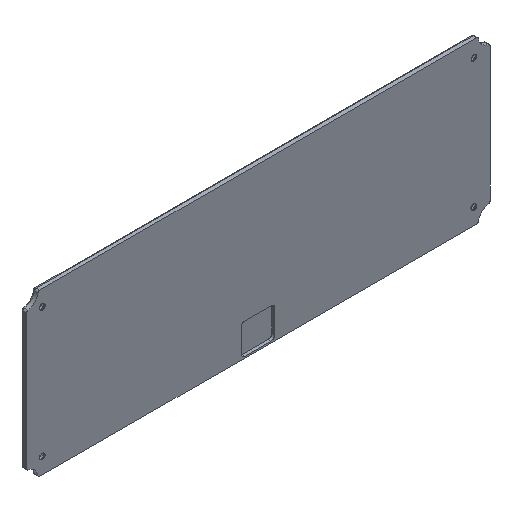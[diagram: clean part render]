
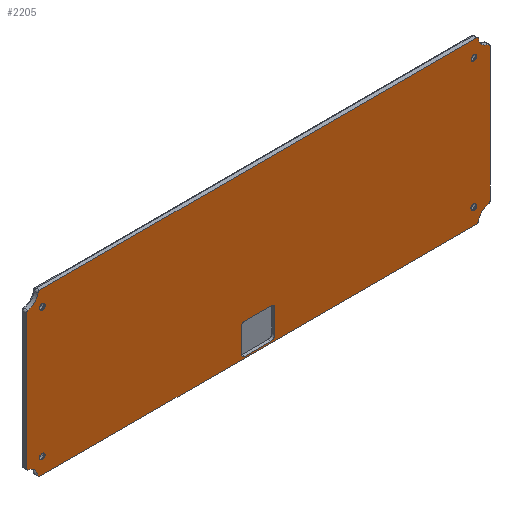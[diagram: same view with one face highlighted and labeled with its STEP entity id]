
A CAD part, isometric view. The second image highlights one B-rep face of the part: STEP entity #2205.
In plain terms, the highlighted planar face has unit normal (0, -1, 0).
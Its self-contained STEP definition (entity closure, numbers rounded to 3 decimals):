
#70=CIRCLE('',#2314,1.5);
#72=CIRCLE('',#2317,1.5);
#74=CIRCLE('',#2320,1.5);
#76=CIRCLE('',#2323,1.5);
#78=CIRCLE('',#2330,6.6);
#79=CIRCLE('',#2331,1.);
#80=CIRCLE('',#2332,1.);
#81=CIRCLE('',#2333,6.6);
#82=CIRCLE('',#2334,1.);
#83=CIRCLE('',#2335,1.);
#84=CIRCLE('',#2336,6.6);
#85=CIRCLE('',#2337,1.);
#86=CIRCLE('',#2338,1.);
#87=CIRCLE('',#2339,6.6);
#88=CIRCLE('',#2340,1.);
#89=CIRCLE('',#2341,1.);
#90=CIRCLE('',#2342,2.);
#91=CIRCLE('',#2343,2.);
#92=CIRCLE('',#2344,2.);
#93=CIRCLE('',#2345,2.);
#136=FACE_BOUND('',#416,.T.);
#137=FACE_BOUND('',#417,.T.);
#138=FACE_BOUND('',#418,.T.);
#139=FACE_BOUND('',#419,.T.);
#140=FACE_BOUND('',#420,.T.);
#181=PLANE('',#2329);
#277=FACE_OUTER_BOUND('',#415,.T.);
#415=EDGE_LOOP('',(#1882,#1883,#1884,#1885,#1886,#1887,#1888,#1889,#1890,
#1891,#1892,#1893,#1894,#1895,#1896,#1897));
#416=EDGE_LOOP('',(#1898));
#417=EDGE_LOOP('',(#1899));
#418=EDGE_LOOP('',(#1900));
#419=EDGE_LOOP('',(#1901));
#420=EDGE_LOOP('',(#1902,#1903,#1904,#1905,#1906,#1907,#1908,#1909));
#604=LINE('',#3901,#785);
#605=LINE('',#3909,#786);
#606=LINE('',#3917,#787);
#607=LINE('',#3925,#788);
#608=LINE('',#3929,#789);
#609=LINE('',#3933,#790);
#610=LINE('',#3937,#791);
#611=LINE('',#3941,#792);
#785=VECTOR('',#2703,1000.);
#786=VECTOR('',#2710,1000.);
#787=VECTOR('',#2717,1000.);
#788=VECTOR('',#2724,1000.);
#789=VECTOR('',#2727,1000.);
#790=VECTOR('',#2730,1000.);
#791=VECTOR('',#2733,1000.);
#792=VECTOR('',#2736,1000.);
#1051=VERTEX_POINT('',#3863);
#1053=VERTEX_POINT('',#3869);
#1055=VERTEX_POINT('',#3875);
#1057=VERTEX_POINT('',#3881);
#1059=VERTEX_POINT('',#3895);
#1060=VERTEX_POINT('',#3896);
#1061=VERTEX_POINT('',#3898);
#1062=VERTEX_POINT('',#3900);
#1063=VERTEX_POINT('',#3902);
#1064=VERTEX_POINT('',#3904);
#1065=VERTEX_POINT('',#3906);
#1066=VERTEX_POINT('',#3908);
#1067=VERTEX_POINT('',#3910);
#1068=VERTEX_POINT('',#3912);
#1069=VERTEX_POINT('',#3914);
#1070=VERTEX_POINT('',#3916);
#1071=VERTEX_POINT('',#3918);
#1072=VERTEX_POINT('',#3920);
#1073=VERTEX_POINT('',#3922);
#1074=VERTEX_POINT('',#3924);
#1075=VERTEX_POINT('',#3927);
#1076=VERTEX_POINT('',#3928);
#1077=VERTEX_POINT('',#3930);
#1078=VERTEX_POINT('',#3932);
#1079=VERTEX_POINT('',#3934);
#1080=VERTEX_POINT('',#3936);
#1081=VERTEX_POINT('',#3938);
#1082=VERTEX_POINT('',#3940);
#1328=EDGE_CURVE('',#1051,#1051,#70,.T.);
#1331=EDGE_CURVE('',#1053,#1053,#72,.T.);
#1334=EDGE_CURVE('',#1055,#1055,#74,.T.);
#1337=EDGE_CURVE('',#1057,#1057,#76,.T.);
#1344=EDGE_CURVE('',#1059,#1060,#78,.T.);
#1345=EDGE_CURVE('',#1059,#1061,#79,.T.);
#1346=EDGE_CURVE('',#1062,#1061,#604,.T.);
#1347=EDGE_CURVE('',#1062,#1063,#80,.T.);
#1348=EDGE_CURVE('',#1063,#1064,#81,.T.);
#1349=EDGE_CURVE('',#1064,#1065,#82,.T.);
#1350=EDGE_CURVE('',#1065,#1066,#605,.T.);
#1351=EDGE_CURVE('',#1066,#1067,#83,.T.);
#1352=EDGE_CURVE('',#1068,#1067,#84,.T.);
#1353=EDGE_CURVE('',#1068,#1069,#85,.T.);
#1354=EDGE_CURVE('',#1069,#1070,#606,.T.);
#1355=EDGE_CURVE('',#1070,#1071,#86,.T.);
#1356=EDGE_CURVE('',#1071,#1072,#87,.T.);
#1357=EDGE_CURVE('',#1072,#1073,#88,.T.);
#1358=EDGE_CURVE('',#1074,#1073,#607,.T.);
#1359=EDGE_CURVE('',#1074,#1060,#89,.T.);
#1360=EDGE_CURVE('',#1075,#1076,#608,.T.);
#1361=EDGE_CURVE('',#1075,#1077,#90,.T.);
#1362=EDGE_CURVE('',#1078,#1077,#609,.T.);
#1363=EDGE_CURVE('',#1078,#1079,#91,.T.);
#1364=EDGE_CURVE('',#1080,#1079,#610,.T.);
#1365=EDGE_CURVE('',#1080,#1081,#92,.T.);
#1366=EDGE_CURVE('',#1082,#1081,#611,.T.);
#1367=EDGE_CURVE('',#1082,#1076,#93,.T.);
#1882=ORIENTED_EDGE('',*,*,#1344,.F.);
#1883=ORIENTED_EDGE('',*,*,#1345,.T.);
#1884=ORIENTED_EDGE('',*,*,#1346,.F.);
#1885=ORIENTED_EDGE('',*,*,#1347,.T.);
#1886=ORIENTED_EDGE('',*,*,#1348,.T.);
#1887=ORIENTED_EDGE('',*,*,#1349,.T.);
#1888=ORIENTED_EDGE('',*,*,#1350,.T.);
#1889=ORIENTED_EDGE('',*,*,#1351,.T.);
#1890=ORIENTED_EDGE('',*,*,#1352,.F.);
#1891=ORIENTED_EDGE('',*,*,#1353,.T.);
#1892=ORIENTED_EDGE('',*,*,#1354,.T.);
#1893=ORIENTED_EDGE('',*,*,#1355,.T.);
#1894=ORIENTED_EDGE('',*,*,#1356,.T.);
#1895=ORIENTED_EDGE('',*,*,#1357,.T.);
#1896=ORIENTED_EDGE('',*,*,#1358,.F.);
#1897=ORIENTED_EDGE('',*,*,#1359,.T.);
#1898=ORIENTED_EDGE('',*,*,#1337,.T.);
#1899=ORIENTED_EDGE('',*,*,#1328,.T.);
#1900=ORIENTED_EDGE('',*,*,#1331,.T.);
#1901=ORIENTED_EDGE('',*,*,#1334,.T.);
#1902=ORIENTED_EDGE('',*,*,#1360,.F.);
#1903=ORIENTED_EDGE('',*,*,#1361,.T.);
#1904=ORIENTED_EDGE('',*,*,#1362,.F.);
#1905=ORIENTED_EDGE('',*,*,#1363,.T.);
#1906=ORIENTED_EDGE('',*,*,#1364,.F.);
#1907=ORIENTED_EDGE('',*,*,#1365,.T.);
#1908=ORIENTED_EDGE('',*,*,#1366,.F.);
#1909=ORIENTED_EDGE('',*,*,#1367,.T.);
#2205=ADVANCED_FACE('',(#277,#136,#137,#138,#139,#140),#181,.F.);
#2314=AXIS2_PLACEMENT_3D('',#3864,#2659,#2660);
#2317=AXIS2_PLACEMENT_3D('',#3870,#2666,#2667);
#2320=AXIS2_PLACEMENT_3D('',#3876,#2673,#2674);
#2323=AXIS2_PLACEMENT_3D('',#3882,#2680,#2681);
#2329=AXIS2_PLACEMENT_3D('',#3894,#2697,#2698);
#2330=AXIS2_PLACEMENT_3D('',#3897,#2699,#2700);
#2331=AXIS2_PLACEMENT_3D('',#3899,#2701,#2702);
#2332=AXIS2_PLACEMENT_3D('',#3903,#2704,#2705);
#2333=AXIS2_PLACEMENT_3D('',#3905,#2706,#2707);
#2334=AXIS2_PLACEMENT_3D('',#3907,#2708,#2709);
#2335=AXIS2_PLACEMENT_3D('',#3911,#2711,#2712);
#2336=AXIS2_PLACEMENT_3D('',#3913,#2713,#2714);
#2337=AXIS2_PLACEMENT_3D('',#3915,#2715,#2716);
#2338=AXIS2_PLACEMENT_3D('',#3919,#2718,#2719);
#2339=AXIS2_PLACEMENT_3D('',#3921,#2720,#2721);
#2340=AXIS2_PLACEMENT_3D('',#3923,#2722,#2723);
#2341=AXIS2_PLACEMENT_3D('',#3926,#2725,#2726);
#2342=AXIS2_PLACEMENT_3D('',#3931,#2728,#2729);
#2343=AXIS2_PLACEMENT_3D('',#3935,#2731,#2732);
#2344=AXIS2_PLACEMENT_3D('',#3939,#2734,#2735);
#2345=AXIS2_PLACEMENT_3D('',#3942,#2737,#2738);
#2659=DIRECTION('center_axis',(0.,1.,0.));
#2660=DIRECTION('ref_axis',(0.,0.,-1.));
#2666=DIRECTION('center_axis',(0.,1.,0.));
#2667=DIRECTION('ref_axis',(0.,0.,1.));
#2673=DIRECTION('center_axis',(0.,1.,0.));
#2674=DIRECTION('ref_axis',(0.,0.,-1.));
#2680=DIRECTION('center_axis',(0.,1.,0.));
#2681=DIRECTION('ref_axis',(0.,0.,1.));
#2697=DIRECTION('center_axis',(0.,1.,0.));
#2698=DIRECTION('ref_axis',(0.,0.,1.));
#2699=DIRECTION('center_axis',(0.,-1.,0.));
#2700=DIRECTION('ref_axis',(0.,0.,1.));
#2701=DIRECTION('center_axis',(0.,-1.,0.));
#2702=DIRECTION('ref_axis',(0.,0.,1.));
#2703=DIRECTION('',(0.,0.,-1.));
#2704=DIRECTION('center_axis',(0.,-1.,0.));
#2705=DIRECTION('ref_axis',(0.,0.,1.));
#2706=DIRECTION('center_axis',(0.,1.,0.));
#2707=DIRECTION('ref_axis',(0.,0.,1.));
#2708=DIRECTION('center_axis',(0.,-1.,0.));
#2709=DIRECTION('ref_axis',(0.,0.,1.));
#2710=DIRECTION('',(-1.,0.,0.));
#2711=DIRECTION('center_axis',(0.,-1.,0.));
#2712=DIRECTION('ref_axis',(0.,0.,1.));
#2713=DIRECTION('center_axis',(0.,-1.,0.));
#2714=DIRECTION('ref_axis',(0.,0.,1.));
#2715=DIRECTION('center_axis',(0.,-1.,0.));
#2716=DIRECTION('ref_axis',(0.,0.,1.));
#2717=DIRECTION('',(0.,0.,-1.));
#2718=DIRECTION('center_axis',(0.,-1.,0.));
#2719=DIRECTION('ref_axis',(0.,0.,1.));
#2720=DIRECTION('center_axis',(0.,1.,0.));
#2721=DIRECTION('ref_axis',(0.,0.,1.));
#2722=DIRECTION('center_axis',(0.,-1.,0.));
#2723=DIRECTION('ref_axis',(0.,0.,1.));
#2724=DIRECTION('',(-1.,0.,0.));
#2725=DIRECTION('center_axis',(0.,-1.,0.));
#2726=DIRECTION('ref_axis',(0.,0.,1.));
#2727=DIRECTION('',(1.,0.,0.));
#2728=DIRECTION('center_axis',(0.,1.,0.));
#2729=DIRECTION('ref_axis',(0.,0.,1.));
#2730=DIRECTION('',(0.,0.,-1.));
#2731=DIRECTION('center_axis',(0.,1.,0.));
#2732=DIRECTION('ref_axis',(0.,0.,1.));
#2733=DIRECTION('',(-1.,0.,0.));
#2734=DIRECTION('center_axis',(0.,1.,0.));
#2735=DIRECTION('ref_axis',(0.,0.,1.));
#2736=DIRECTION('',(0.,0.,1.));
#2737=DIRECTION('center_axis',(0.,1.,0.));
#2738=DIRECTION('ref_axis',(0.,0.,1.));
#3863=CARTESIAN_POINT('',(119.752,0.,-37.201));
#3864=CARTESIAN_POINT('Origin',(119.752,0.,-35.701));
#3869=CARTESIAN_POINT('',(119.752,0.,34.562));
#3870=CARTESIAN_POINT('Origin',(119.752,0.,36.062));
#3875=CARTESIAN_POINT('',(-119.74,0.,34.562));
#3876=CARTESIAN_POINT('Origin',(-119.74,0.,36.062));
#3881=CARTESIAN_POINT('',(-119.74,0.,-37.201));
#3882=CARTESIAN_POINT('Origin',(-119.74,0.,-35.701));
#3894=CARTESIAN_POINT('Origin',(128.752,0.,-44.701));
#3895=CARTESIAN_POINT('',(127.797,0.,-38.17));
#3896=CARTESIAN_POINT('',(122.222,0.,-43.746));
#3897=CARTESIAN_POINT('Origin',(128.752,0.,-44.701));
#3898=CARTESIAN_POINT('',(128.652,0.,-37.181));
#3899=CARTESIAN_POINT('Origin',(127.652,0.,-37.181));
#3900=CARTESIAN_POINT('',(128.652,0.,37.542));
#3901=CARTESIAN_POINT('',(128.652,0.,0.));
#3902=CARTESIAN_POINT('',(127.797,0.,38.532));
#3903=CARTESIAN_POINT('Origin',(127.652,0.,37.542));
#3904=CARTESIAN_POINT('',(122.222,0.,44.107));
#3905=CARTESIAN_POINT('Origin',(128.752,0.,45.062));
#3906=CARTESIAN_POINT('',(121.232,0.,44.962));
#3907=CARTESIAN_POINT('Origin',(121.232,0.,43.962));
#3908=CARTESIAN_POINT('',(-121.22,0.,44.962));
#3909=CARTESIAN_POINT('',(0.,0.,44.962));
#3910=CARTESIAN_POINT('',(-122.209,0.,44.107));
#3911=CARTESIAN_POINT('Origin',(-121.22,0.,43.962));
#3912=CARTESIAN_POINT('',(-127.784,0.,38.532));
#3913=CARTESIAN_POINT('Origin',(-128.74,0.,45.062));
#3914=CARTESIAN_POINT('',(-128.64,0.,37.542));
#3915=CARTESIAN_POINT('Origin',(-127.64,0.,37.542));
#3916=CARTESIAN_POINT('',(-128.64,0.,-37.181));
#3917=CARTESIAN_POINT('',(-128.64,0.,0.));
#3918=CARTESIAN_POINT('',(-127.784,0.,-38.17));
#3919=CARTESIAN_POINT('Origin',(-127.64,0.,-37.181));
#3920=CARTESIAN_POINT('',(-122.209,0.,-43.746));
#3921=CARTESIAN_POINT('Origin',(-128.74,0.,-44.701));
#3922=CARTESIAN_POINT('',(-121.22,0.,-44.601));
#3923=CARTESIAN_POINT('Origin',(-121.22,0.,-43.601));
#3924=CARTESIAN_POINT('',(121.232,0.,-44.601));
#3925=CARTESIAN_POINT('',(0.,0.,-44.601));
#3926=CARTESIAN_POINT('Origin',(121.232,0.,-43.601));
#3927=CARTESIAN_POINT('',(-7.244,0.,-43.701));
#3928=CARTESIAN_POINT('',(7.256,0.,-43.701));
#3929=CARTESIAN_POINT('',(9.256,0.,-43.701));
#3930=CARTESIAN_POINT('',(-9.244,0.,-41.701));
#3931=CARTESIAN_POINT('Origin',(-7.244,0.,-41.701));
#3932=CARTESIAN_POINT('',(-9.244,0.,-28.701));
#3933=CARTESIAN_POINT('',(-9.244,0.,-43.701));
#3934=CARTESIAN_POINT('',(-7.244,0.,-26.701));
#3935=CARTESIAN_POINT('Origin',(-7.244,0.,-28.701));
#3936=CARTESIAN_POINT('',(7.256,0.,-26.701));
#3937=CARTESIAN_POINT('',(-9.244,0.,-26.701));
#3938=CARTESIAN_POINT('',(9.256,0.,-28.701));
#3939=CARTESIAN_POINT('Origin',(7.256,0.,-28.701));
#3940=CARTESIAN_POINT('',(9.256,0.,-41.701));
#3941=CARTESIAN_POINT('',(9.256,0.,-43.701));
#3942=CARTESIAN_POINT('Origin',(7.256,0.,-41.701));
